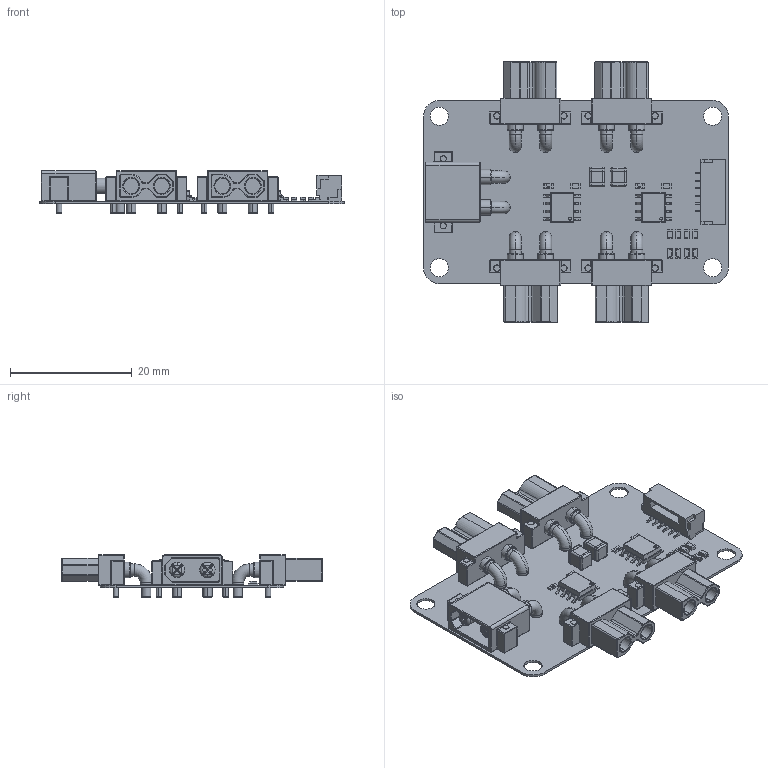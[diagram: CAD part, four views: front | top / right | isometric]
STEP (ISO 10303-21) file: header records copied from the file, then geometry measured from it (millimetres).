
FILE_DESCRIPTION(('Open CASCADE Model'),'2;1');
FILE_NAME('Open CASCADE Shape Model','2021-11-08T19:51:02',('Author'),( 'Open CASCADE'),'Open CASCADE STEP processor 6.8','Open CASCADE 6.8' ,'Unknown');
FILE_SCHEMA(('AUTOMOTIVE_DESIGN { 1 0 10303 214 1 1 1 1 }'));
Length unit declared in the file: millimetre
Products named in the file (47): PCB; Board; Open CASCADE STEP translator 6.8 1.1.1; R5; 6226863056; term1; term2; body; C4; 5495405936; Fillet1; Fillet2; body2; R4; R3; R1; 6216139296; C2; U2; 6216138576; Body; PinsArrayLR; ThermalPad; U1; R6; R2; D4; LED_0603_RED; D3; LED_0603_BLUE; C3; User_Library-0603_SMD_Capacitor; P6; XT30PW-F; D2; D1; P5; P4; P3; P2 ...
Assembly tree (58 placements, depth 4):
  PCB
    Board
      Open CASCADE STEP translator 6.8 1.1.1
    R5
      6226863056
        term1
        term2
        body
    C4
      5495405936
        Fillet1
        Fillet2
        body2
    R4
      6226863056
        term1
        term2
        body
    R3
      6226863056
        term1
        term2
        body
    R1
      6216139296
        term1
        term2
        body
    C2
      5495405936
        Fillet1
        Fillet2
        body2
    U2
      6216138576
        Body
        PinsArrayLR
        ThermalPad
    U1
      6216138576
        Body
        PinsArrayLR
        ThermalPad
    R6
      6226863056
        term1
        term2
        body
    R2
      6216139296
        term1
        term2
        body
    D4
      LED_0603_RED
    D3
      LED_0603_BLUE
    C3
      User_Library-0603_SMD_Capacitor
    P6
Bounding box: 50.13 x 42.82 x 7 mm (x, y, z)
Volume: 2770.5 mm3; surface area: 7937.7 mm2
Topology: 57 solids, 57 shells, 2297 faces, 5458 edges, 3266 vertices
Faces by surface type: plane 1049, cylinder 772, torus 210, sphere 124, bspline 118, revolution 24
Full cylindrical faces by diameter (mm): 0.487 x2, 1 x10, 1.8 x10, 3 x4
Entity records: 46295 total; most frequent: CARTESIAN_POINT 9605, DIRECTION 6136, ORIENTED_EDGE 5916, EDGE_CURVE 2958, AXIS2_PLACEMENT_3D 2105, LINE 1920, VECTOR 1920, VERTEX_POINT 1826
